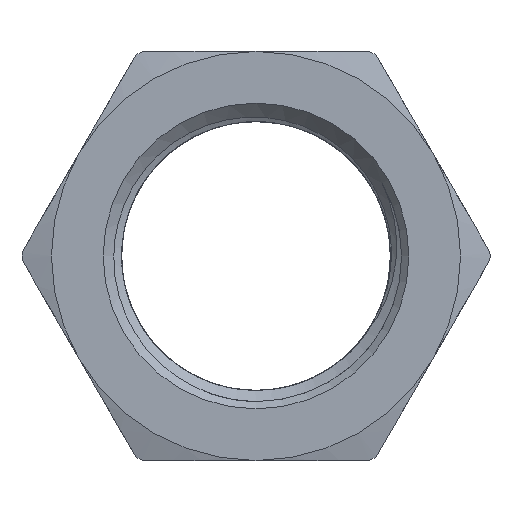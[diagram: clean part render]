
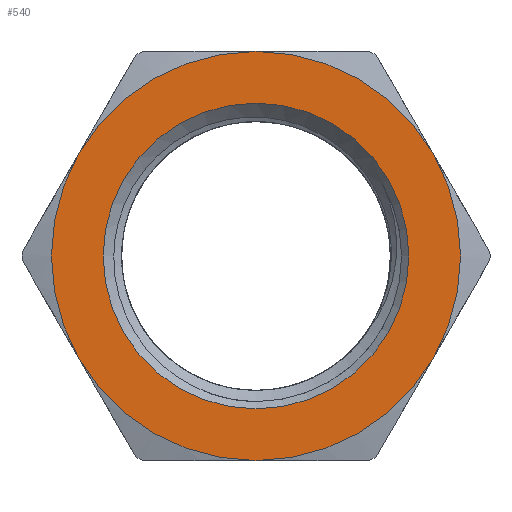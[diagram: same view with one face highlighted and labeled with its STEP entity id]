
A CAD part, left-side view. The second image highlights one B-rep face of the part: STEP entity #540.
In plain terms, the highlighted planar face has unit normal (-1, 0, 0).
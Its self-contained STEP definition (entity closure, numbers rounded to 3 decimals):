
#71=PLANE('',#609);
#93=FACE_BOUND('',#166,.T.);
#126=FACE_OUTER_BOUND('',#165,.T.);
#165=EDGE_LOOP('',(#486,#487,#488,#489,#490,#491));
#166=EDGE_LOOP('',(#492));
#174=CIRCLE('',#555,10.461);
#184=CIRCLE('',#579,14.);
#186=CIRCLE('',#582,14.);
#189=CIRCLE('',#586,14.);
#190=CIRCLE('',#588,14.);
#193=CIRCLE('',#592,14.);
#201=CIRCLE('',#607,14.);
#223=VERTEX_POINT('',#807);
#240=VERTEX_POINT('',#4790);
#245=VERTEX_POINT('',#4805);
#250=VERTEX_POINT('',#4820);
#257=VERTEX_POINT('',#4839);
#260=VERTEX_POINT('',#4850);
#265=VERTEX_POINT('',#4865);
#274=EDGE_CURVE('',#223,#223,#174,.T.);
#328=EDGE_CURVE('',#257,#265,#184,.T.);
#330=EDGE_CURVE('',#250,#257,#186,.T.);
#333=EDGE_CURVE('',#265,#245,#189,.T.);
#334=EDGE_CURVE('',#245,#260,#190,.T.);
#337=EDGE_CURVE('',#260,#240,#193,.T.);
#345=EDGE_CURVE('',#240,#250,#201,.T.);
#486=ORIENTED_EDGE('',*,*,#345,.F.);
#487=ORIENTED_EDGE('',*,*,#337,.F.);
#488=ORIENTED_EDGE('',*,*,#334,.F.);
#489=ORIENTED_EDGE('',*,*,#333,.F.);
#490=ORIENTED_EDGE('',*,*,#328,.F.);
#491=ORIENTED_EDGE('',*,*,#330,.F.);
#492=ORIENTED_EDGE('',*,*,#274,.T.);
#540=ADVANCED_FACE('',(#126,#93),#71,.T.);
#555=AXIS2_PLACEMENT_3D('',#808,#621,#622);
#579=AXIS2_PLACEMENT_3D('',#4879,#687,#688);
#582=AXIS2_PLACEMENT_3D('',#4882,#693,#694);
#586=AXIS2_PLACEMENT_3D('',#4886,#701,#702);
#588=AXIS2_PLACEMENT_3D('',#4888,#705,#706);
#592=AXIS2_PLACEMENT_3D('',#4892,#713,#714);
#607=AXIS2_PLACEMENT_3D('',#4908,#743,#744);
#609=AXIS2_PLACEMENT_3D('',#4910,#747,#748);
#621=DIRECTION('center_axis',(1.,0.,0.));
#622=DIRECTION('ref_axis',(0.,1.,0.));
#687=DIRECTION('center_axis',(1.,0.,0.));
#688=DIRECTION('ref_axis',(0.,-1.,0.));
#693=DIRECTION('center_axis',(1.,0.,0.));
#694=DIRECTION('ref_axis',(0.,-1.,0.));
#701=DIRECTION('center_axis',(1.,0.,0.));
#702=DIRECTION('ref_axis',(0.,-1.,0.));
#705=DIRECTION('center_axis',(1.,0.,0.));
#706=DIRECTION('ref_axis',(0.,-1.,0.));
#713=DIRECTION('center_axis',(1.,0.,0.));
#714=DIRECTION('ref_axis',(0.,-1.,0.));
#743=DIRECTION('center_axis',(1.,0.,0.));
#744=DIRECTION('ref_axis',(0.,-1.,0.));
#747=DIRECTION('center_axis',(-1.,0.,0.));
#748=DIRECTION('ref_axis',(0.,0.,1.));
#807=CARTESIAN_POINT('',(-19.,10.461,0.));
#808=CARTESIAN_POINT('Origin',(-19.,0.,0.));
#4790=CARTESIAN_POINT('',(-19.,12.124,-7.));
#4805=CARTESIAN_POINT('',(-19.,-12.124,-7.));
#4820=CARTESIAN_POINT('',(-19.,12.124,7.));
#4839=CARTESIAN_POINT('',(-19.,0.,14.));
#4850=CARTESIAN_POINT('',(-19.,0.,-14.));
#4865=CARTESIAN_POINT('',(-19.,-12.124,7.));
#4879=CARTESIAN_POINT('Origin',(-19.,0.,0.));
#4882=CARTESIAN_POINT('Origin',(-19.,0.,0.));
#4886=CARTESIAN_POINT('Origin',(-19.,0.,0.));
#4888=CARTESIAN_POINT('Origin',(-19.,0.,0.));
#4892=CARTESIAN_POINT('Origin',(-19.,0.,0.));
#4908=CARTESIAN_POINT('Origin',(-19.,0.,0.));
#4910=CARTESIAN_POINT('Origin',(-19.,16.015,0.));
